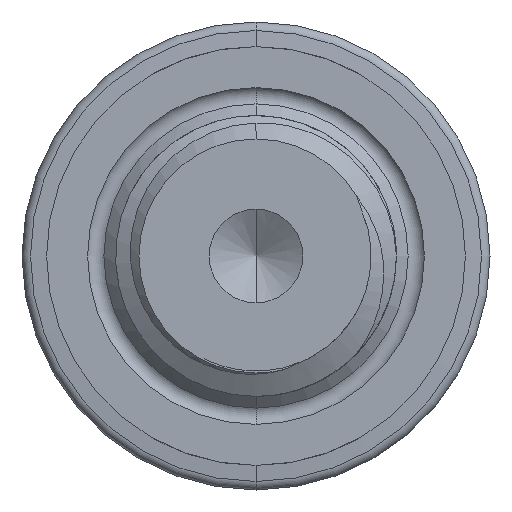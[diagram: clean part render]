
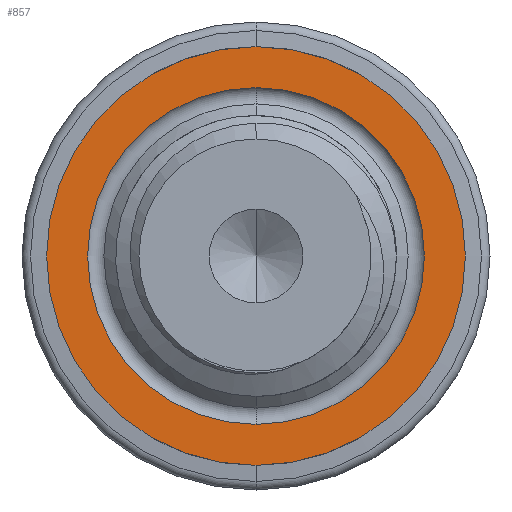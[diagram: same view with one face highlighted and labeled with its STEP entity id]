
A CAD part, front view. The second image highlights one B-rep face of the part: STEP entity #857.
In plain terms, the highlighted planar face has unit normal (0, -1, 0).
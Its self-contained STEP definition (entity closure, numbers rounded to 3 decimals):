
#335 = VERTEX_POINT ( 'NONE', #2091 ) ;
#432 = PLANE ( 'NONE',  #2724 ) ;
#452 = DIRECTION ( 'NONE',  ( 0., -1., 0. ) ) ;
#462 = DIRECTION ( 'NONE',  ( 0., 0., -1. ) ) ;
#532 = CIRCLE ( 'NONE', #1749, 4.474 ) ;
#559 = EDGE_CURVE ( 'NONE', #3082, #335, #2127, .T. ) ;
#658 = CARTESIAN_POINT ( 'NONE',  ( 0., 14.5, 0. ) ) ;
#727 = CARTESIAN_POINT ( 'NONE',  ( -3.598, 14.5, 0. ) ) ;
#731 = ORIENTED_EDGE ( 'NONE', *, *, #1268, .T. ) ;
#843 = EDGE_CURVE ( 'NONE', #990, #3093, #532, .T. ) ;
#849 = FACE_OUTER_BOUND ( 'NONE', #3525, .T. ) ;
#853 = ORIENTED_EDGE ( 'NONE', *, *, #559, .F. ) ;
#857 = ADVANCED_FACE ( 'NONE', ( #1752, #849 ), #432, .F. ) ;
#941 = CARTESIAN_POINT ( 'NONE',  ( 0., 14.5, 4.474 ) ) ;
#990 = VERTEX_POINT ( 'NONE', #941 ) ;
#1007 = EDGE_CURVE ( 'NONE', #335, #3082, #1574, .T. ) ;
#1065 = CARTESIAN_POINT ( 'NONE',  ( 0., 14.5, 3.598 ) ) ;
#1077 = AXIS2_PLACEMENT_3D ( 'NONE', #2436, #1313, #1877 ) ;
#1245 = CARTESIAN_POINT ( 'NONE',  ( 0., 14.5, 0. ) ) ;
#1268 = EDGE_CURVE ( 'NONE', #3093, #990, #2161, .T. ) ;
#1313 = DIRECTION ( 'NONE',  ( 0., -1., 0. ) ) ;
#1342 = CARTESIAN_POINT ( 'NONE',  ( 0., 14.5, -4.474 ) ) ;
#1422 = ORIENTED_EDGE ( 'NONE', *, *, #843, .T. ) ;
#1539 = DIRECTION ( 'NONE',  ( 0., 0., 1. ) ) ;
#1574 = CIRCLE ( 'NONE', #3053, 3.598 ) ;
#1749 = AXIS2_PLACEMENT_3D ( 'NONE', #2929, #452, #462 ) ;
#1752 = FACE_BOUND ( 'NONE', #1882, .T. ) ;
#1877 = DIRECTION ( 'NONE',  ( 0., 0., -1. ) ) ;
#1882 = EDGE_LOOP ( 'NONE', ( #1968, #853 ) ) ;
#1968 = ORIENTED_EDGE ( 'NONE', *, *, #1007, .F. ) ;
#2091 = CARTESIAN_POINT ( 'NONE',  ( 0., 14.5, -3.598 ) ) ;
#2127 = CIRCLE ( 'NONE', #2256, 3.598 ) ;
#2161 = CIRCLE ( 'NONE', #1077, 4.474 ) ;
#2256 = AXIS2_PLACEMENT_3D ( 'NONE', #658, #3231, #3511 ) ;
#2304 = DIRECTION ( 'NONE',  ( 0., 0., -1. ) ) ;
#2436 = CARTESIAN_POINT ( 'NONE',  ( 0., 14.5, 0. ) ) ;
#2656 = DIRECTION ( 'NONE',  ( 0., 1., 0. ) ) ;
#2724 = AXIS2_PLACEMENT_3D ( 'NONE', #727, #2656, #1539 ) ;
#2929 = CARTESIAN_POINT ( 'NONE',  ( 0., 14.5, 0. ) ) ;
#3053 = AXIS2_PLACEMENT_3D ( 'NONE', #1245, #3166, #2304 ) ;
#3082 = VERTEX_POINT ( 'NONE', #1065 ) ;
#3093 = VERTEX_POINT ( 'NONE', #1342 ) ;
#3166 = DIRECTION ( 'NONE',  ( 0., -1., 0. ) ) ;
#3231 = DIRECTION ( 'NONE',  ( 0., -1., 0. ) ) ;
#3511 = DIRECTION ( 'NONE',  ( 0., 0., -1. ) ) ;
#3525 = EDGE_LOOP ( 'NONE', ( #731, #1422 ) ) ;
